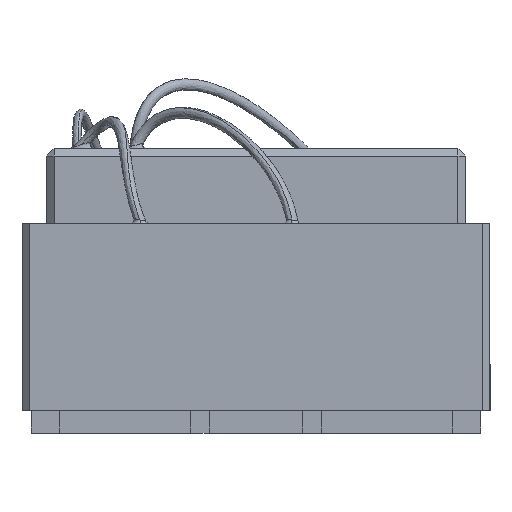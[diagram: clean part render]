
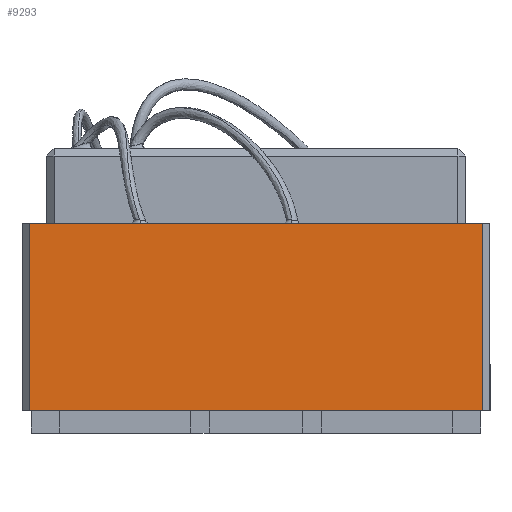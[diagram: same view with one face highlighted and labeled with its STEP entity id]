
A CAD part, left-side view. The second image highlights one B-rep face of the part: STEP entity #9293.
In plain terms, the highlighted planar face has unit normal (-1, 0, 0).
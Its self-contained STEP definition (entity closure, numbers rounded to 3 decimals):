
#144 = VERTEX_POINT ( 'NONE', #3477 ) ;
#427 = EDGE_CURVE ( 'NONE', #6449, #1636, #5615, .T. ) ;
#546 = CARTESIAN_POINT ( 'NONE',  ( -1., 0.605, 0.56 ) ) ;
#1102 = EDGE_CURVE ( 'NONE', #7352, #144, #2630, .T. ) ;
#1314 = EDGE_LOOP ( 'NONE', ( #5112, #1466, #3031, #4699 ) ) ;
#1466 = ORIENTED_EDGE ( 'NONE', *, *, #6332, .T. ) ;
#1485 = DIRECTION ( 'NONE',  ( 0., 0., -1. ) ) ;
#1636 = VERTEX_POINT ( 'NONE', #5689 ) ;
#1686 = CARTESIAN_POINT ( 'NONE',  ( -1., -0.605, 0.56 ) ) ;
#1818 = AXIS2_PLACEMENT_3D ( 'NONE', #7416, #2135, #1485 ) ;
#1871 = VECTOR ( 'NONE', #1872, 1000. ) ;
#1872 = DIRECTION ( 'NONE',  ( 0., -1., 0. ) ) ;
#2135 = DIRECTION ( 'NONE',  ( 1., 0., 0. ) ) ;
#2630 = LINE ( 'NONE', #4992, #1871 ) ;
#3031 = ORIENTED_EDGE ( 'NONE', *, *, #427, .F. ) ;
#3256 = DIRECTION ( 'NONE',  ( 0., 1., 0. ) ) ;
#3264 = VECTOR ( 'NONE', #8380, 1000. ) ;
#3477 = CARTESIAN_POINT ( 'NONE',  ( -1., -0.605, 0.56 ) ) ;
#4350 = PLANE ( 'NONE',  #1818 ) ;
#4592 = VECTOR ( 'NONE', #3256, 1000. ) ;
#4699 = ORIENTED_EDGE ( 'NONE', *, *, #8838, .T. ) ;
#4903 = CARTESIAN_POINT ( 'NONE',  ( -1., -0.625, 0.06 ) ) ;
#4992 = CARTESIAN_POINT ( 'NONE',  ( -1., -0.625, 0.56 ) ) ;
#5112 = ORIENTED_EDGE ( 'NONE', *, *, #1102, .F. ) ;
#5258 = CARTESIAN_POINT ( 'NONE',  ( -1., 0.605, 0.56 ) ) ;
#5615 = LINE ( 'NONE', #4903, #4592 ) ;
#5689 = CARTESIAN_POINT ( 'NONE',  ( -1., 0.605, 0.06 ) ) ;
#6332 = EDGE_CURVE ( 'NONE', #7352, #1636, #8982, .T. ) ;
#6344 = VECTOR ( 'NONE', #6967, 1000. ) ;
#6449 = VERTEX_POINT ( 'NONE', #8278 ) ;
#6967 = DIRECTION ( 'NONE',  ( 0., 0., 1. ) ) ;
#7352 = VERTEX_POINT ( 'NONE', #546 ) ;
#7416 = CARTESIAN_POINT ( 'NONE',  ( -1., -0.625, 0.56 ) ) ;
#7524 = FACE_OUTER_BOUND ( 'NONE', #1314, .T. ) ;
#8278 = CARTESIAN_POINT ( 'NONE',  ( -1., -0.605, 0.06 ) ) ;
#8380 = DIRECTION ( 'NONE',  ( 0., 0., -1. ) ) ;
#8529 = LINE ( 'NONE', #1686, #6344 ) ;
#8838 = EDGE_CURVE ( 'NONE', #6449, #144, #8529, .T. ) ;
#8982 = LINE ( 'NONE', #5258, #3264 ) ;
#9293 = ADVANCED_FACE ( 'NONE', ( #7524 ), #4350, .F. ) ;
